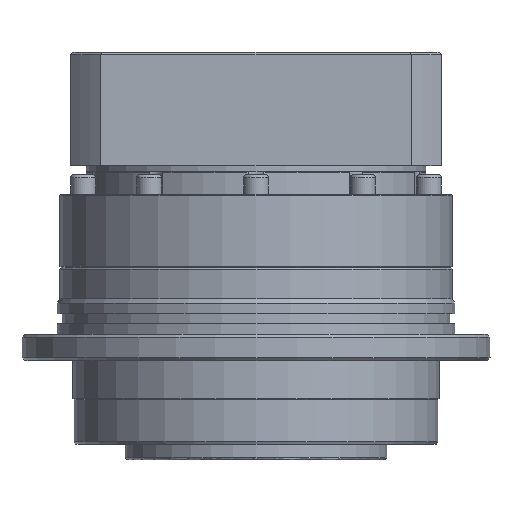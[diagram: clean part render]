
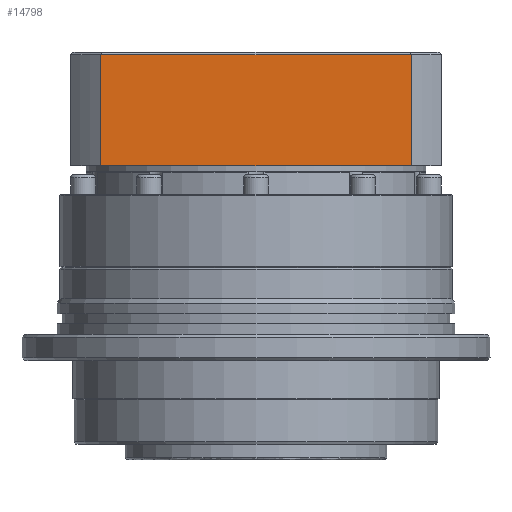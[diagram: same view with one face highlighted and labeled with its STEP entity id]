
A CAD part, front view. The second image highlights one B-rep face of the part: STEP entity #14798.
In plain terms, the highlighted planar face has unit normal (0, -1, 0).
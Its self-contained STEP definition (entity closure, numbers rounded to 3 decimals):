
#993 = VERTEX_POINT ( 'NONE', #2697 ) ;
#1568 = CARTESIAN_POINT ( 'NONE',  ( -59.29, -71., 6. ) ) ;
#2697 = CARTESIAN_POINT ( 'NONE',  ( 59.29, -71., 48.5 ) ) ;
#3397 = CARTESIAN_POINT ( 'NONE',  ( 59.29, -71., 6. ) ) ;
#3766 = EDGE_LOOP ( 'NONE', ( #15802, #11297, #5596, #10696 ) ) ;
#5596 = ORIENTED_EDGE ( 'NONE', *, *, #12205, .F. ) ;
#6573 = VECTOR ( 'NONE', #21398, 1000. ) ;
#8194 = EDGE_CURVE ( 'NONE', #15898, #993, #29392, .T. ) ;
#8624 = AXIS2_PLACEMENT_3D ( 'NONE', #28386, #14352, #30812 ) ;
#8777 = LINE ( 'NONE', #13044, #21288 ) ;
#9543 = DIRECTION ( 'NONE',  ( 1., 0., 0. ) ) ;
#9582 = CARTESIAN_POINT ( 'NONE',  ( -59.29, -71., 48.5 ) ) ;
#10585 = VECTOR ( 'NONE', #9543, 1000. ) ;
#10696 = ORIENTED_EDGE ( 'NONE', *, *, #20618, .T. ) ;
#11297 = ORIENTED_EDGE ( 'NONE', *, *, #8194, .F. ) ;
#12070 = CARTESIAN_POINT ( 'NONE',  ( -59.29, -71., 48.5 ) ) ;
#12205 = EDGE_CURVE ( 'NONE', #12352, #15898, #19210, .T. ) ;
#12352 = VERTEX_POINT ( 'NONE', #1568 ) ;
#13044 = CARTESIAN_POINT ( 'NONE',  ( -59.417, -71., 6. ) ) ;
#13215 = DIRECTION ( 'NONE',  ( 0., 0., -1. ) ) ;
#14352 = DIRECTION ( 'NONE',  ( 0., 1., 0. ) ) ;
#14798 = ADVANCED_FACE ( 'NONE', ( #30528 ), #18944, .F. ) ;
#15802 = ORIENTED_EDGE ( 'NONE', *, *, #27926, .F. ) ;
#15898 = VERTEX_POINT ( 'NONE', #9582 ) ;
#17666 = DIRECTION ( 'NONE',  ( 1., 0., 0. ) ) ;
#18944 = PLANE ( 'NONE',  #8624 ) ;
#19210 = LINE ( 'NONE', #23746, #6573 ) ;
#20618 = EDGE_CURVE ( 'NONE', #12352, #24906, #8777, .T. ) ;
#21288 = VECTOR ( 'NONE', #17666, 1000. ) ;
#21398 = DIRECTION ( 'NONE',  ( 0., 0., 1. ) ) ;
#22513 = CARTESIAN_POINT ( 'NONE',  ( 59.29, -71., 0. ) ) ;
#23746 = CARTESIAN_POINT ( 'NONE',  ( -59.29, -71., 0. ) ) ;
#23985 = VECTOR ( 'NONE', #13215, 1000. ) ;
#24719 = LINE ( 'NONE', #22513, #23985 ) ;
#24906 = VERTEX_POINT ( 'NONE', #3397 ) ;
#27926 = EDGE_CURVE ( 'NONE', #993, #24906, #24719, .T. ) ;
#28386 = CARTESIAN_POINT ( 'NONE',  ( -59.29, -71., 41.5 ) ) ;
#29392 = LINE ( 'NONE', #12070, #10585 ) ;
#30528 = FACE_OUTER_BOUND ( 'NONE', #3766, .T. ) ;
#30812 = DIRECTION ( 'NONE',  ( -1., 0., 0. ) ) ;
